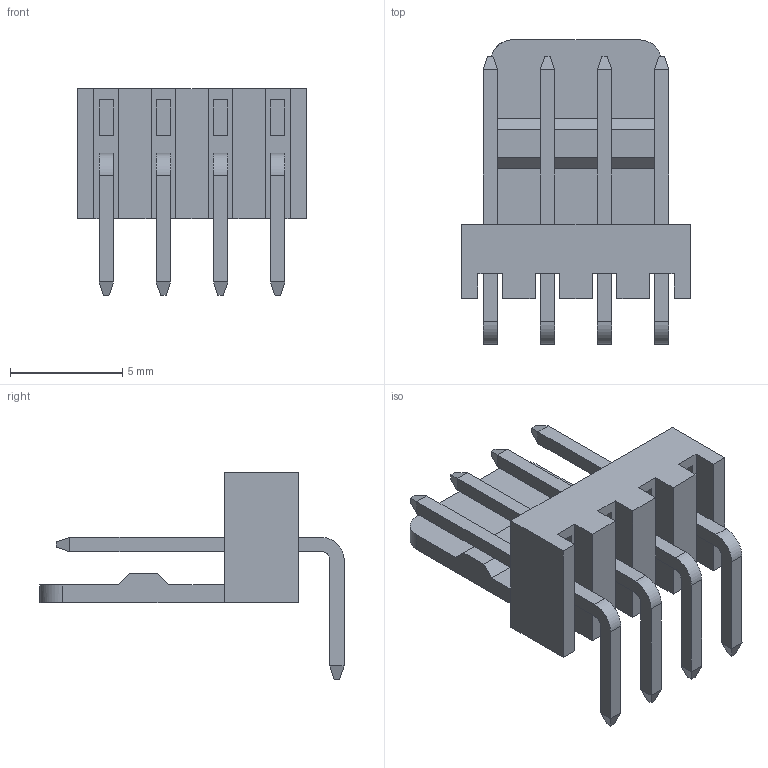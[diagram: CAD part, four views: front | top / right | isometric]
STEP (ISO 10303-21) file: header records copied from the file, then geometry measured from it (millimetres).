
FILE_DESCRIPTION(/* description */ (''),/* implementation_level */ '2;1');
FILE_NAME(/* name */ 'WF-4R~1',/* time_stamp */ '2018-02-21T13:49:32+03:00',/* author */ (''),/* organization */ (''),/* preprocessor_version */ 'ST-DEVELOPER v15',/* originating_system */ '',/* authorisation */ '');
FILE_SCHEMA (('AUTOMOTIVE_DESIGN'));
Length unit declared in the file: millimetre
Products named in the file (6): Designator2; 619004110215; 61900411021; 619004110212; 619004110213; 619004110214
Assembly tree (5 placements, depth 2):
  Designator2
    619004110215
    61900411021
    619004110212
    619004110213
    619004110214
Bounding box: 10.16 x 13.52 x 9.2 mm (x, y, z)
Volume: 243 mm3; surface area: 632.3 mm2
Topology: 5 solids, 5 shells, 176 faces, 426 edges, 268 vertices
Faces by surface type: plane 166, bspline 10
Entity records: 4689 total; most frequent: CARTESIAN_POINT 1502, ORIENTED_EDGE 852, EDGE_CURVE 426, B_SPLINE_CURVE_WITH_KNOTS 406, VERTEX_POINT 268, DIRECTION 198, EDGE_LOOP 192, AXIS2_PLACEMENT_3D 182
